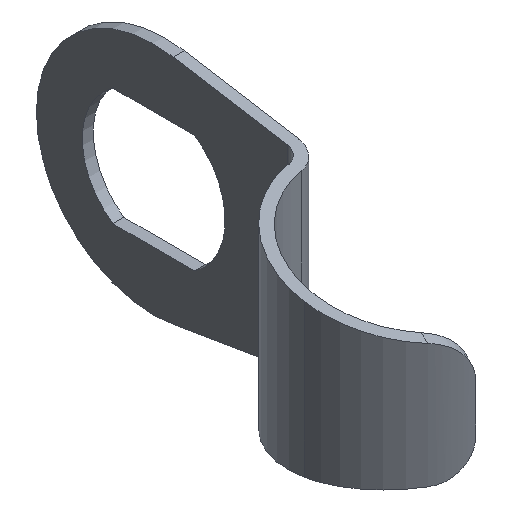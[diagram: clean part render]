
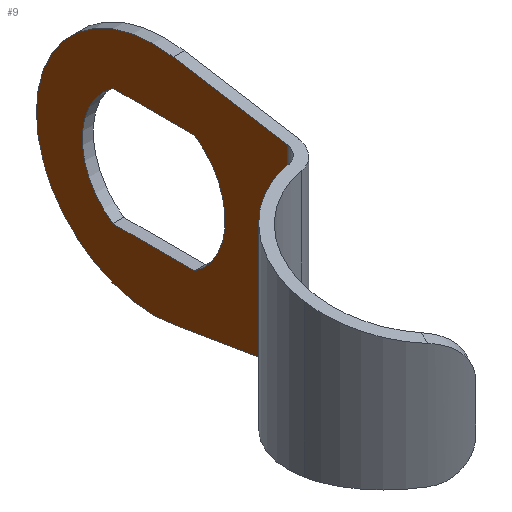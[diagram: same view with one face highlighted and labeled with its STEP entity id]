
A CAD part, isometric view. The second image highlights one B-rep face of the part: STEP entity #9.
In plain terms, the highlighted planar face has unit normal (-1, 0, 0).
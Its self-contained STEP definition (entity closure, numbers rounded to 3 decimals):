
#9 = ADVANCED_FACE ( 'NONE', ( #654, #176 ), #33, .T. ) ;
#16 = CARTESIAN_POINT ( 'NONE',  ( -0.5, 32.367, 15.782 ) ) ;
#33 = PLANE ( 'NONE',  #94 ) ;
#34 = CARTESIAN_POINT ( 'NONE',  ( -0.5, 29.427, -8. ) ) ;
#44 = CARTESIAN_POINT ( 'NONE',  ( -0.5, 40.573, -8. ) ) ;
#60 = DIRECTION ( 'NONE',  ( 0., 0., 1. ) ) ;
#83 = AXIS2_PLACEMENT_3D ( 'NONE', #693, #304, #640 ) ;
#84 = EDGE_CURVE ( 'NONE', #284, #308, #135, .T. ) ;
#87 = DIRECTION ( 'NONE',  ( -1., 0., 0. ) ) ;
#91 = LINE ( 'NONE', #644, #687 ) ;
#94 = AXIS2_PLACEMENT_3D ( 'NONE', #95, #727, #277 ) ;
#95 = CARTESIAN_POINT ( 'NONE',  ( -0.5, 16.815, 16. ) ) ;
#117 = CARTESIAN_POINT ( 'NONE',  ( -0.5, 17.272, 13.264 ) ) ;
#122 = DIRECTION ( 'NONE',  ( -1., 0., 0. ) ) ;
#135 = LINE ( 'NONE', #468, #316 ) ;
#136 = CARTESIAN_POINT ( 'NONE',  ( -0.5, 51., 0. ) ) ;
#146 = DIRECTION ( 'NONE',  ( 1., 0., 0. ) ) ;
#150 = EDGE_CURVE ( 'NONE', #318, #308, #91, .T. ) ;
#157 = LINE ( 'NONE', #117, #601 ) ;
#160 = DIRECTION ( 'NONE',  ( 0., 0., 1. ) ) ;
#165 = CARTESIAN_POINT ( 'NONE',  ( -0.5, 32.367, -15.782 ) ) ;
#166 = AXIS2_PLACEMENT_3D ( 'NONE', #411, #122, #160 ) ;
#176 = FACE_OUTER_BOUND ( 'NONE', #190, .T. ) ;
#190 = EDGE_LOOP ( 'NONE', ( #380, #430, #424, #691, #636 ) ) ;
#201 = EDGE_CURVE ( 'NONE', #227, #724, #521, .T. ) ;
#218 = CARTESIAN_POINT ( 'NONE',  ( -0.5, 40.573, 8. ) ) ;
#227 = VERTEX_POINT ( 'NONE', #682 ) ;
#237 = CIRCLE ( 'NONE', #365, 9.75 ) ;
#239 = ORIENTED_EDGE ( 'NONE', *, *, #201, .T. ) ;
#243 = ORIENTED_EDGE ( 'NONE', *, *, #508, .T. ) ;
#273 = EDGE_CURVE ( 'NONE', #716, #318, #332, .T. ) ;
#277 = DIRECTION ( 'NONE',  ( 0., 0., 1. ) ) ;
#283 = DIRECTION ( 'NONE',  ( 0., 0., -1. ) ) ;
#284 = VERTEX_POINT ( 'NONE', #707 ) ;
#290 = VECTOR ( 'NONE', #296, 1000. ) ;
#295 = DIRECTION ( 'NONE',  ( 0., -0.986, -0.165 ) ) ;
#296 = DIRECTION ( 'NONE',  ( 0., 1., 0. ) ) ;
#300 = CARTESIAN_POINT ( 'NONE',  ( -0.5, 35., 0. ) ) ;
#304 = DIRECTION ( 'NONE',  ( 1., 0., 0. ) ) ;
#305 = CARTESIAN_POINT ( 'NONE',  ( -0.5, 40.573, 8. ) ) ;
#308 = VERTEX_POINT ( 'NONE', #477 ) ;
#316 = VECTOR ( 'NONE', #283, 1000. ) ;
#318 = VERTEX_POINT ( 'NONE', #165 ) ;
#330 = CIRCLE ( 'NONE', #625, 16. ) ;
#332 = CIRCLE ( 'NONE', #166, 16. ) ;
#365 = AXIS2_PLACEMENT_3D ( 'NONE', #300, #146, #60 ) ;
#378 = VERTEX_POINT ( 'NONE', #34 ) ;
#380 = ORIENTED_EDGE ( 'NONE', *, *, #273, .T. ) ;
#411 = CARTESIAN_POINT ( 'NONE',  ( -0.5, 35., 0. ) ) ;
#424 = ORIENTED_EDGE ( 'NONE', *, *, #84, .F. ) ;
#430 = ORIENTED_EDGE ( 'NONE', *, *, #150, .T. ) ;
#431 = VERTEX_POINT ( 'NONE', #566 ) ;
#437 = EDGE_CURVE ( 'NONE', #378, #227, #569, .T. ) ;
#468 = CARTESIAN_POINT ( 'NONE',  ( -0.5, 16.815, 16. ) ) ;
#477 = CARTESIAN_POINT ( 'NONE',  ( -0.5, 16.815, -13.188 ) ) ;
#496 = CARTESIAN_POINT ( 'NONE',  ( -0.5, 35., 0. ) ) ;
#499 = VECTOR ( 'NONE', #639, 1000. ) ;
#508 = EDGE_CURVE ( 'NONE', #431, #378, #237, .T. ) ;
#516 = LINE ( 'NONE', #218, #499 ) ;
#521 = CIRCLE ( 'NONE', #83, 9.75 ) ;
#525 = ORIENTED_EDGE ( 'NONE', *, *, #546, .T. ) ;
#546 = EDGE_CURVE ( 'NONE', #724, #431, #516, .T. ) ;
#566 = CARTESIAN_POINT ( 'NONE',  ( -0.5, 29.427, 8. ) ) ;
#569 = LINE ( 'NONE', #44, #290 ) ;
#584 = ORIENTED_EDGE ( 'NONE', *, *, #437, .T. ) ;
#601 = VECTOR ( 'NONE', #295, 1000. ) ;
#610 = EDGE_CURVE ( 'NONE', #679, #716, #330, .T. ) ;
#625 = AXIS2_PLACEMENT_3D ( 'NONE', #496, #87, #733 ) ;
#636 = ORIENTED_EDGE ( 'NONE', *, *, #610, .T. ) ;
#639 = DIRECTION ( 'NONE',  ( 0., -1., 0. ) ) ;
#640 = DIRECTION ( 'NONE',  ( 0., 0., 1. ) ) ;
#644 = CARTESIAN_POINT ( 'NONE',  ( -0.5, 12.078, -12.397 ) ) ;
#654 = FACE_BOUND ( 'NONE', #700, .T. ) ;
#671 = EDGE_CURVE ( 'NONE', #679, #284, #157, .T. ) ;
#679 = VERTEX_POINT ( 'NONE', #16 ) ;
#682 = CARTESIAN_POINT ( 'NONE',  ( -0.5, 40.573, -8. ) ) ;
#687 = VECTOR ( 'NONE', #701, 1000. ) ;
#691 = ORIENTED_EDGE ( 'NONE', *, *, #671, .F. ) ;
#693 = CARTESIAN_POINT ( 'NONE',  ( -0.5, 35., 0. ) ) ;
#700 = EDGE_LOOP ( 'NONE', ( #239, #525, #243, #584 ) ) ;
#701 = DIRECTION ( 'NONE',  ( 0., -0.986, 0.165 ) ) ;
#707 = CARTESIAN_POINT ( 'NONE',  ( -0.5, 16.815, 13.188 ) ) ;
#716 = VERTEX_POINT ( 'NONE', #136 ) ;
#724 = VERTEX_POINT ( 'NONE', #305 ) ;
#727 = DIRECTION ( 'NONE',  ( -1., 0., 0. ) ) ;
#733 = DIRECTION ( 'NONE',  ( 0., 0., 1. ) ) ;
